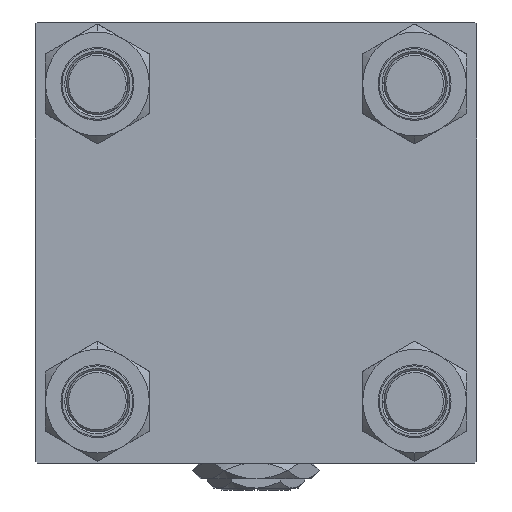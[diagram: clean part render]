
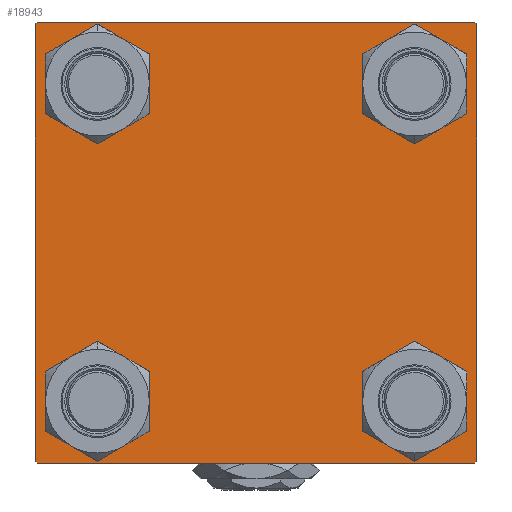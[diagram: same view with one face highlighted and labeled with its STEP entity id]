
A CAD part, left-side view. The second image highlights one B-rep face of the part: STEP entity #18943.
In plain terms, the highlighted planar face has unit normal (-1, 0, 0).
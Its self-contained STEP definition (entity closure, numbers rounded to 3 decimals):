
#126 = DIRECTION ( 'NONE',  ( 1., 0., 0. ) ) ;
#389 = ORIENTED_EDGE ( 'NONE', *, *, #35756, .T. ) ;
#505 = AXIS2_PLACEMENT_3D ( 'NONE', #10956, #10178, #43067 ) ;
#758 = CARTESIAN_POINT ( 'NONE',  ( 0., -41.35, 41.35 ) ) ;
#881 = DIRECTION ( 'NONE',  ( 0., -0.707, 0.707 ) ) ;
#927 = VERTEX_POINT ( 'NONE', #40905 ) ;
#1231 = AXIS2_PLACEMENT_3D ( 'NONE', #25813, #33855, #46688 ) ;
#1797 = EDGE_LOOP ( 'NONE', ( #46347, #389, #33238, #7098, #19276, #7105, #39673, #46038 ) ) ;
#1833 = DIRECTION ( 'NONE',  ( 1., 0., 0. ) ) ;
#2639 = CIRCLE ( 'NONE', #41939, 8.5 ) ;
#2790 = CARTESIAN_POINT ( 'NONE',  ( 0., 41.35, -41.35 ) ) ;
#2880 = EDGE_CURVE ( 'NONE', #11189, #18871, #3631, .T. ) ;
#3631 = CIRCLE ( 'NONE', #36968, 8.5 ) ;
#3645 = CARTESIAN_POINT ( 'NONE',  ( 0., -57.5, 57. ) ) ;
#4113 = LINE ( 'NONE', #48780, #9411 ) ;
#4138 = DIRECTION ( 'NONE',  ( 0., 0., 1. ) ) ;
#4444 = DIRECTION ( 'NONE',  ( 0., 0., -1. ) ) ;
#4706 = EDGE_LOOP ( 'NONE', ( #31941, #12083 ) ) ;
#4947 = CIRCLE ( 'NONE', #17782, 8.5 ) ;
#4958 = CARTESIAN_POINT ( 'NONE',  ( 0., -41.35, -41.35 ) ) ;
#5218 = DIRECTION ( 'NONE',  ( 0., 0., 1. ) ) ;
#6792 = CARTESIAN_POINT ( 'NONE',  ( 0., 41.35, -49.85 ) ) ;
#6873 = CARTESIAN_POINT ( 'NONE',  ( 0., 57.25, -57.25 ) ) ;
#7098 = ORIENTED_EDGE ( 'NONE', *, *, #43493, .T. ) ;
#7105 = ORIENTED_EDGE ( 'NONE', *, *, #7704, .T. ) ;
#7389 = CARTESIAN_POINT ( 'NONE',  ( 0., 57., 57.5 ) ) ;
#7704 = EDGE_CURVE ( 'NONE', #30500, #48410, #20267, .T. ) ;
#8645 = CARTESIAN_POINT ( 'NONE',  ( 0., -57.25, -57.25 ) ) ;
#9411 = VECTOR ( 'NONE', #39705, 1000. ) ;
#9511 = EDGE_CURVE ( 'NONE', #10609, #26913, #36277, .T. ) ;
#9643 = FACE_BOUND ( 'NONE', #10590, .T. ) ;
#9853 = VERTEX_POINT ( 'NONE', #49844 ) ;
#10014 = EDGE_CURVE ( 'NONE', #44947, #13903, #11454, .T. ) ;
#10178 = DIRECTION ( 'NONE',  ( -1., 0., 0. ) ) ;
#10590 = EDGE_LOOP ( 'NONE', ( #49314, #23618 ) ) ;
#10609 = VERTEX_POINT ( 'NONE', #36893 ) ;
#10956 = CARTESIAN_POINT ( 'NONE',  ( 0., 0., 0. ) ) ;
#11189 = VERTEX_POINT ( 'NONE', #27548 ) ;
#11250 = CARTESIAN_POINT ( 'NONE',  ( 0., -57., 57.5 ) ) ;
#11258 = DIRECTION ( 'NONE',  ( 0., 0., 1. ) ) ;
#11454 = CIRCLE ( 'NONE', #30241, 8.5 ) ;
#11668 = DIRECTION ( 'NONE',  ( 0., -0.707, -0.707 ) ) ;
#11691 = CARTESIAN_POINT ( 'NONE',  ( 0., -57.5, 57.5 ) ) ;
#11993 = VECTOR ( 'NONE', #11668, 1000. ) ;
#12083 = ORIENTED_EDGE ( 'NONE', *, *, #15735, .T. ) ;
#12479 = ORIENTED_EDGE ( 'NONE', *, *, #40975, .T. ) ;
#13903 = VERTEX_POINT ( 'NONE', #30997 ) ;
#13960 = VERTEX_POINT ( 'NONE', #49075 ) ;
#14433 = DIRECTION ( 'NONE',  ( 0., 0., -1. ) ) ;
#15490 = CARTESIAN_POINT ( 'NONE',  ( 0., -57.5, -57. ) ) ;
#15735 = EDGE_CURVE ( 'NONE', #13903, #44947, #49971, .T. ) ;
#15994 = CARTESIAN_POINT ( 'NONE',  ( 0., -57.25, 57.25 ) ) ;
#16011 = EDGE_CURVE ( 'NONE', #30500, #43956, #37357, .T. ) ;
#16583 = DIRECTION ( 'NONE',  ( 1., 0., 0. ) ) ;
#17782 = AXIS2_PLACEMENT_3D ( 'NONE', #4958, #29820, #5218 ) ;
#18871 = VERTEX_POINT ( 'NONE', #50305 ) ;
#18943 = ADVANCED_FACE ( 'NONE', ( #33717, #50032, #9643, #29695, #25940 ), #46016, .T. ) ;
#19276 = ORIENTED_EDGE ( 'NONE', *, *, #16011, .F. ) ;
#19667 = VECTOR ( 'NONE', #47411, 1000. ) ;
#20175 = CARTESIAN_POINT ( 'NONE',  ( 0., -41.35, 49.85 ) ) ;
#20267 = LINE ( 'NONE', #15994, #32729 ) ;
#22448 = EDGE_CURVE ( 'NONE', #49389, #9853, #25647, .T. ) ;
#23151 = VERTEX_POINT ( 'NONE', #6792 ) ;
#23312 = DIRECTION ( 'NONE',  ( 1., 0., 0. ) ) ;
#23618 = ORIENTED_EDGE ( 'NONE', *, *, #36151, .T. ) ;
#23717 = EDGE_CURVE ( 'NONE', #36224, #13960, #28761, .T. ) ;
#24100 = CARTESIAN_POINT ( 'NONE',  ( 0., -41.35, 41.35 ) ) ;
#24993 = VERTEX_POINT ( 'NONE', #7389 ) ;
#25400 = EDGE_CURVE ( 'NONE', #18871, #11189, #4947, .T. ) ;
#25505 = ORIENTED_EDGE ( 'NONE', *, *, #25400, .T. ) ;
#25647 = LINE ( 'NONE', #34757, #43289 ) ;
#25813 = CARTESIAN_POINT ( 'NONE',  ( 0., 41.35, -41.35 ) ) ;
#25940 = FACE_OUTER_BOUND ( 'NONE', #1797, .T. ) ;
#26913 = VERTEX_POINT ( 'NONE', #30502 ) ;
#27548 = CARTESIAN_POINT ( 'NONE',  ( 0., -41.35, -49.85 ) ) ;
#28547 = DIRECTION ( 'NONE',  ( 0., 0.707, 0.707 ) ) ;
#28761 = CIRCLE ( 'NONE', #29641, 8.5 ) ;
#29640 = DIRECTION ( 'NONE',  ( 0., 0., 1. ) ) ;
#29641 = AXIS2_PLACEMENT_3D ( 'NONE', #31848, #48430, #11258 ) ;
#29695 = FACE_BOUND ( 'NONE', #45214, .T. ) ;
#29820 = DIRECTION ( 'NONE',  ( 1., 0., 0. ) ) ;
#30241 = AXIS2_PLACEMENT_3D ( 'NONE', #24100, #23312, #36413 ) ;
#30350 = VECTOR ( 'NONE', #4444, 1000. ) ;
#30500 = VERTEX_POINT ( 'NONE', #3645 ) ;
#30502 = CARTESIAN_POINT ( 'NONE',  ( 0., -57., -57.5 ) ) ;
#30868 = EDGE_CURVE ( 'NONE', #24993, #49389, #4113, .T. ) ;
#30997 = CARTESIAN_POINT ( 'NONE',  ( 0., -41.35, 32.85 ) ) ;
#31097 = CARTESIAN_POINT ( 'NONE',  ( 0., 57.5, 57.5 ) ) ;
#31189 = EDGE_CURVE ( 'NONE', #24993, #48410, #46362, .T. ) ;
#31661 = DIRECTION ( 'NONE',  ( 0., 0., 1. ) ) ;
#31848 = CARTESIAN_POINT ( 'NONE',  ( 0., 41.35, 41.35 ) ) ;
#31941 = ORIENTED_EDGE ( 'NONE', *, *, #10014, .T. ) ;
#32636 = DIRECTION ( 'NONE',  ( 0., 0., 1. ) ) ;
#32729 = VECTOR ( 'NONE', #28547, 1000. ) ;
#32826 = ORIENTED_EDGE ( 'NONE', *, *, #2880, .T. ) ;
#33238 = ORIENTED_EDGE ( 'NONE', *, *, #9511, .T. ) ;
#33514 = EDGE_LOOP ( 'NONE', ( #25505, #32826 ) ) ;
#33717 = FACE_BOUND ( 'NONE', #4706, .T. ) ;
#33746 = AXIS2_PLACEMENT_3D ( 'NONE', #758, #1833, #29640 ) ;
#33855 = DIRECTION ( 'NONE',  ( 1., 0., 0. ) ) ;
#34141 = ORIENTED_EDGE ( 'NONE', *, *, #23717, .T. ) ;
#34586 = CARTESIAN_POINT ( 'NONE',  ( 0., 41.35, 49.85 ) ) ;
#34757 = CARTESIAN_POINT ( 'NONE',  ( 0., 57.5, 57.5 ) ) ;
#35756 = EDGE_CURVE ( 'NONE', #9853, #10609, #48303, .T. ) ;
#36151 = EDGE_CURVE ( 'NONE', #23151, #927, #2639, .T. ) ;
#36224 = VERTEX_POINT ( 'NONE', #34586 ) ;
#36277 = LINE ( 'NONE', #52582, #45553 ) ;
#36413 = DIRECTION ( 'NONE',  ( 0., 0., 1. ) ) ;
#36893 = CARTESIAN_POINT ( 'NONE',  ( 0., 57., -57.5 ) ) ;
#36968 = AXIS2_PLACEMENT_3D ( 'NONE', #40785, #126, #4138 ) ;
#37357 = LINE ( 'NONE', #11691, #30350 ) ;
#37970 = CIRCLE ( 'NONE', #1231, 8.5 ) ;
#39673 = ORIENTED_EDGE ( 'NONE', *, *, #31189, .F. ) ;
#39705 = DIRECTION ( 'NONE',  ( 0., 0.707, -0.707 ) ) ;
#40397 = AXIS2_PLACEMENT_3D ( 'NONE', #48953, #16583, #32636 ) ;
#40785 = CARTESIAN_POINT ( 'NONE',  ( 0., -41.35, -41.35 ) ) ;
#40905 = CARTESIAN_POINT ( 'NONE',  ( 0., 41.35, -32.85 ) ) ;
#40975 = EDGE_CURVE ( 'NONE', #13960, #36224, #46408, .T. ) ;
#41939 = AXIS2_PLACEMENT_3D ( 'NONE', #2790, #51738, #31661 ) ;
#42261 = CARTESIAN_POINT ( 'NONE',  ( 0., 57.5, 57. ) ) ;
#42343 = LINE ( 'NONE', #8645, #46489 ) ;
#43067 = DIRECTION ( 'NONE',  ( 0., 0., 1. ) ) ;
#43165 = EDGE_CURVE ( 'NONE', #927, #23151, #37970, .T. ) ;
#43289 = VECTOR ( 'NONE', #14433, 1000. ) ;
#43493 = EDGE_CURVE ( 'NONE', #26913, #43956, #42343, .T. ) ;
#43956 = VERTEX_POINT ( 'NONE', #15490 ) ;
#44947 = VERTEX_POINT ( 'NONE', #20175 ) ;
#45214 = EDGE_LOOP ( 'NONE', ( #34141, #12479 ) ) ;
#45553 = VECTOR ( 'NONE', #48578, 1000. ) ;
#46016 = PLANE ( 'NONE',  #505 ) ;
#46038 = ORIENTED_EDGE ( 'NONE', *, *, #30868, .T. ) ;
#46347 = ORIENTED_EDGE ( 'NONE', *, *, #22448, .T. ) ;
#46362 = LINE ( 'NONE', #31097, #19667 ) ;
#46408 = CIRCLE ( 'NONE', #40397, 8.5 ) ;
#46489 = VECTOR ( 'NONE', #881, 1000. ) ;
#46688 = DIRECTION ( 'NONE',  ( 0., 0., 1. ) ) ;
#47411 = DIRECTION ( 'NONE',  ( 0., -1., 0. ) ) ;
#48303 = LINE ( 'NONE', #6873, #11993 ) ;
#48410 = VERTEX_POINT ( 'NONE', #11250 ) ;
#48430 = DIRECTION ( 'NONE',  ( 1., 0., 0. ) ) ;
#48578 = DIRECTION ( 'NONE',  ( 0., -1., 0. ) ) ;
#48780 = CARTESIAN_POINT ( 'NONE',  ( 0., 57.25, 57.25 ) ) ;
#48953 = CARTESIAN_POINT ( 'NONE',  ( 0., 41.35, 41.35 ) ) ;
#49075 = CARTESIAN_POINT ( 'NONE',  ( 0., 41.35, 32.85 ) ) ;
#49314 = ORIENTED_EDGE ( 'NONE', *, *, #43165, .T. ) ;
#49389 = VERTEX_POINT ( 'NONE', #42261 ) ;
#49844 = CARTESIAN_POINT ( 'NONE',  ( 0., 57.5, -57. ) ) ;
#49971 = CIRCLE ( 'NONE', #33746, 8.5 ) ;
#50032 = FACE_BOUND ( 'NONE', #33514, .T. ) ;
#50305 = CARTESIAN_POINT ( 'NONE',  ( 0., -41.35, -32.85 ) ) ;
#51738 = DIRECTION ( 'NONE',  ( 1., 0., 0. ) ) ;
#52582 = CARTESIAN_POINT ( 'NONE',  ( 0., 57.5, -57.5 ) ) ;
